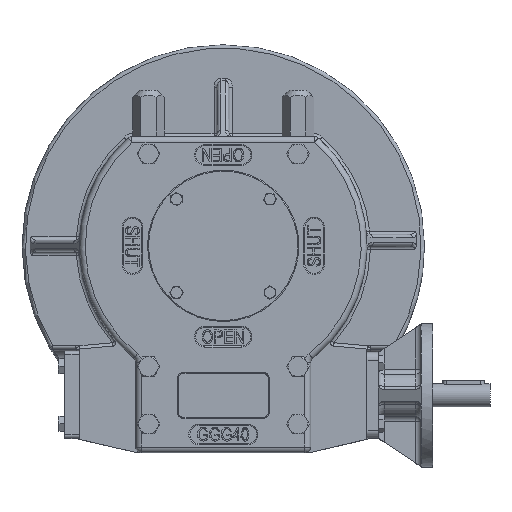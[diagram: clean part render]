
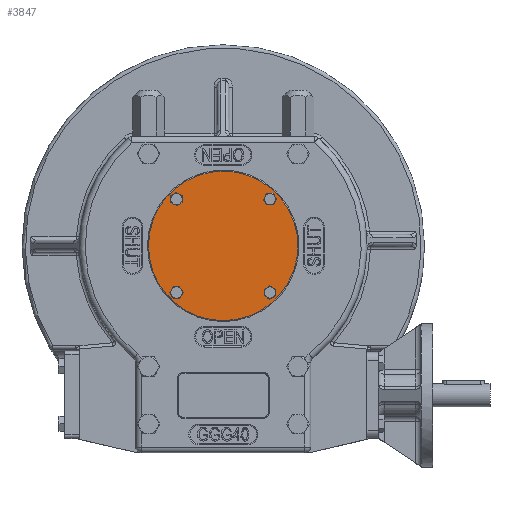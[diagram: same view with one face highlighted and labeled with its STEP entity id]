
A CAD part, top view. The second image highlights one B-rep face of the part: STEP entity #3847.
In plain terms, the highlighted planar face has unit normal (0, 0, 1).
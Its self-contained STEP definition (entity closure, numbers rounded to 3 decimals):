
#3847 = ADVANCED_FACE( '', ( #8052, #8053, #8054, #8055, #8056 ), #8057, .F. );
#8052 = FACE_BOUND( '', #17232, .T. );
#8053 = FACE_BOUND( '', #17233, .T. );
#8054 = FACE_BOUND( '', #17234, .T. );
#8055 = FACE_BOUND( '', #17235, .T. );
#8056 = FACE_OUTER_BOUND( '', #17236, .T. );
#8057 = PLANE( '', #17237 );
#17232 = EDGE_LOOP( '', ( #29474 ) );
#17233 = EDGE_LOOP( '', ( #29475 ) );
#17234 = EDGE_LOOP( '', ( #29476 ) );
#17235 = EDGE_LOOP( '', ( #29477 ) );
#17236 = EDGE_LOOP( '', ( #29478 ) );
#17237 = AXIS2_PLACEMENT_3D( '', #29479, #29480, #29481 );
#29474 = ORIENTED_EDGE( '', *, *, #35372, .T. );
#29475 = ORIENTED_EDGE( '', *, *, #35830, .T. );
#29476 = ORIENTED_EDGE( '', *, *, #35831, .T. );
#29477 = ORIENTED_EDGE( '', *, *, #34088, .T. );
#29478 = ORIENTED_EDGE( '', *, *, #34030, .F. );
#29479 = CARTESIAN_POINT( '', ( 0., 0., 107.321 ) );
#29480 = DIRECTION( '', ( 0., 0., -1. ) );
#29481 = DIRECTION( '', ( -1., 0., 0. ) );
#34030 = EDGE_CURVE( '', #40526, #40526, #40527, .T. );
#34088 = EDGE_CURVE( '', #40611, #40611, #40612, .T. );
#35372 = EDGE_CURVE( '', #42251, #42251, #42252, .T. );
#35830 = EDGE_CURVE( '', #42762, #42762, #42763, .T. );
#35831 = EDGE_CURVE( '', #42764, #42764, #42765, .T. );
#40526 = VERTEX_POINT( '', #52976 );
#40527 = CIRCLE( '', #52977, 65. );
#40611 = VERTEX_POINT( '', #53173 );
#40612 = CIRCLE( '', #53174, 5. );
#42251 = VERTEX_POINT( '', #57176 );
#42252 = CIRCLE( '', #57177, 5. );
#42762 = VERTEX_POINT( '', #58402 );
#42763 = CIRCLE( '', #58403, 5. );
#42764 = VERTEX_POINT( '', #58404 );
#42765 = CIRCLE( '', #58405, 5. );
#52976 = CARTESIAN_POINT( '', ( 65., 0., 107.321 ) );
#52977 = AXIS2_PLACEMENT_3D( '', #61845, #61846, #61847 );
#53173 = CARTESIAN_POINT( '', ( -45.659, -40.659, 107.321 ) );
#53174 = AXIS2_PLACEMENT_3D( '', #61909, #61910, #61911 );
#57176 = CARTESIAN_POINT( '', ( -45.659, 40.659, 107.321 ) );
#57177 = AXIS2_PLACEMENT_3D( '', #63093, #63094, #63095 );
#58402 = CARTESIAN_POINT( '', ( 35.659, -40.659, 107.321 ) );
#58403 = AXIS2_PLACEMENT_3D( '', #63444, #63445, #63446 );
#58404 = CARTESIAN_POINT( '', ( 35.659, 40.659, 107.321 ) );
#58405 = AXIS2_PLACEMENT_3D( '', #63447, #63448, #63449 );
#61845 = CARTESIAN_POINT( '', ( 0., 0., 107.321 ) );
#61846 = DIRECTION( '', ( 0., 0., -1. ) );
#61847 = DIRECTION( '', ( 1., 0., 0. ) );
#61909 = CARTESIAN_POINT( '', ( -40.659, -40.659, 107.321 ) );
#61910 = DIRECTION( '', ( 0., 0., -1. ) );
#61911 = DIRECTION( '', ( -1., 0., 0. ) );
#63093 = CARTESIAN_POINT( '', ( -40.659, 40.659, 107.321 ) );
#63094 = DIRECTION( '', ( 0., 0., -1. ) );
#63095 = DIRECTION( '', ( -1., 0., 0. ) );
#63444 = CARTESIAN_POINT( '', ( 40.659, -40.659, 107.321 ) );
#63445 = DIRECTION( '', ( 0., 0., -1. ) );
#63446 = DIRECTION( '', ( -1., 0., 0. ) );
#63447 = CARTESIAN_POINT( '', ( 40.659, 40.659, 107.321 ) );
#63448 = DIRECTION( '', ( 0., 0., -1. ) );
#63449 = DIRECTION( '', ( -1., 0., 0. ) );
